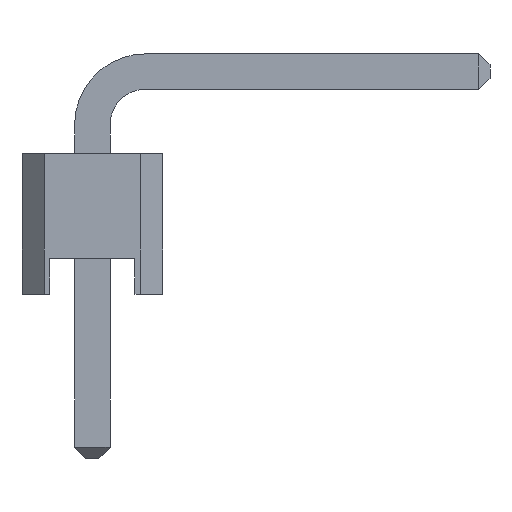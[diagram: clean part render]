
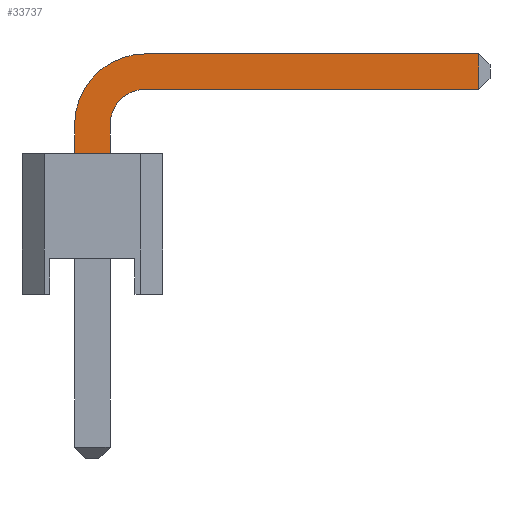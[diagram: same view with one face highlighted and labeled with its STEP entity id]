
A CAD part, front view. The second image highlights one B-rep face of the part: STEP entity #33737.
In plain terms, the highlighted planar face has unit normal (0, -1, 0).
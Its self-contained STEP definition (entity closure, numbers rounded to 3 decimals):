
#32642 = PLANE('',#32643);
#32643 = AXIS2_PLACEMENT_3D('',#32644,#32645,#32646);
#32644 = CARTESIAN_POINT('',(-1.27,1.27,5.5));
#32645 = DIRECTION('',(0.,0.,1.));
#32646 = DIRECTION('',(1.,0.,0.));
#33403 = EDGE_CURVE('',#33404,#33406,#33408,.T.);
#33404 = VERTEX_POINT('',#33405);
#33405 = CARTESIAN_POINT('',(0.32,-0.32,5.5));
#33406 = VERTEX_POINT('',#33407);
#33407 = CARTESIAN_POINT('',(-0.32,-0.32,5.5));
#33408 = SURFACE_CURVE('',#33409,(#33413,#33419),.PCURVE_S1.);
#33409 = LINE('',#33410,#33411);
#33410 = CARTESIAN_POINT('',(-0.795,-0.32,5.5));
#33411 = VECTOR('',#33412,1.);
#33412 = DIRECTION('',(-1.,0.,0.));
#33413 = PCURVE('',#32642,#33414);
#33414 = DEFINITIONAL_REPRESENTATION('',(#33415),#33418);
#33415 = B_SPLINE_CURVE_WITH_KNOTS('',1,(#33416,#33417),.UNSPECIFIED.,
  .F.,.F.,(2,2),(-1.179,-0.411),.PIECEWISE_BEZIER_KNOTS.);
#33416 = CARTESIAN_POINT('',(1.654,-1.59));
#33417 = CARTESIAN_POINT('',(0.886,-1.59));
#33418 = ( GEOMETRIC_REPRESENTATION_CONTEXT(2) 
PARAMETRIC_REPRESENTATION_CONTEXT() REPRESENTATION_CONTEXT('2D SPACE',''
  ) );
#33419 = PCURVE('',#33420,#33425);
#33420 = PLANE('',#33421);
#33421 = AXIS2_PLACEMENT_3D('',#33422,#33423,#33424);
#33422 = CARTESIAN_POINT('',(1.887,-0.32,5.194));
#33423 = DIRECTION('',(0.,1.,0.));
#33424 = DIRECTION('',(0.,0.,1.));
#33425 = DEFINITIONAL_REPRESENTATION('',(#33426),#33430);
#33426 = LINE('',#33427,#33428);
#33427 = CARTESIAN_POINT('',(0.307,-2.682));
#33428 = VECTOR('',#33429,1.);
#33429 = DIRECTION('',(0.,-1.));
#33430 = ( GEOMETRIC_REPRESENTATION_CONTEXT(2) 
PARAMETRIC_REPRESENTATION_CONTEXT() REPRESENTATION_CONTEXT('2D SPACE',''
  ) );
#33447 = PLANE('',#33448);
#33448 = AXIS2_PLACEMENT_3D('',#33449,#33450,#33451);
#33449 = CARTESIAN_POINT('',(-0.32,0.32,0.));
#33450 = DIRECTION('',(-1.,0.,0.));
#33451 = DIRECTION('',(0.,0.,1.));
#33499 = PLANE('',#33500);
#33500 = AXIS2_PLACEMENT_3D('',#33501,#33502,#33503);
#33501 = CARTESIAN_POINT('',(0.32,0.32,6.66));
#33502 = DIRECTION('',(1.,0.,0.));
#33503 = DIRECTION('',(0.,0.,-1.));
#33737 = ADVANCED_FACE('',(#33738),#33420,.F.);
#33738 = FACE_BOUND('',#33739,.F.);
#33739 = EDGE_LOOP('',(#33740,#33741,#33764,#33793,#33821,#33849,#33877,
    #33906));
#33740 = ORIENTED_EDGE('',*,*,#33403,.T.);
#33741 = ORIENTED_EDGE('',*,*,#33742,.T.);
#33742 = EDGE_CURVE('',#33406,#33743,#33745,.T.);
#33743 = VERTEX_POINT('',#33744);
#33744 = CARTESIAN_POINT('',(-0.32,-0.32,6.02));
#33745 = SURFACE_CURVE('',#33746,(#33750,#33757),.PCURVE_S1.);
#33746 = LINE('',#33747,#33748);
#33747 = CARTESIAN_POINT('',(-0.32,-0.32,0.));
#33748 = VECTOR('',#33749,1.);
#33749 = DIRECTION('',(0.,0.,1.));
#33750 = PCURVE('',#33420,#33751);
#33751 = DEFINITIONAL_REPRESENTATION('',(#33752),#33756);
#33752 = LINE('',#33753,#33754);
#33753 = CARTESIAN_POINT('',(-5.194,-2.207));
#33754 = VECTOR('',#33755,1.);
#33755 = DIRECTION('',(1.,-0.));
#33756 = ( GEOMETRIC_REPRESENTATION_CONTEXT(2) 
PARAMETRIC_REPRESENTATION_CONTEXT() REPRESENTATION_CONTEXT('2D SPACE',''
  ) );
#33757 = PCURVE('',#33447,#33758);
#33758 = DEFINITIONAL_REPRESENTATION('',(#33759),#33763);
#33759 = LINE('',#33760,#33761);
#33760 = CARTESIAN_POINT('',(0.,-0.64));
#33761 = VECTOR('',#33762,1.);
#33762 = DIRECTION('',(1.,0.));
#33763 = ( GEOMETRIC_REPRESENTATION_CONTEXT(2) 
PARAMETRIC_REPRESENTATION_CONTEXT() REPRESENTATION_CONTEXT('2D SPACE',''
  ) );
#33764 = ORIENTED_EDGE('',*,*,#33765,.T.);
#33765 = EDGE_CURVE('',#33743,#33766,#33768,.T.);
#33766 = VERTEX_POINT('',#33767);
#33767 = CARTESIAN_POINT('',(0.96,-0.32,7.3));
#33768 = SURFACE_CURVE('',#33769,(#33774,#33781),.PCURVE_S1.);
#33769 = CIRCLE('',#33770,1.28);
#33770 = AXIS2_PLACEMENT_3D('',#33771,#33772,#33773);
#33771 = CARTESIAN_POINT('',(0.96,-0.32,6.02));
#33772 = DIRECTION('',(0.,1.,0.));
#33773 = DIRECTION('',(0.,0.,-1.));
#33774 = PCURVE('',#33420,#33775);
#33775 = DEFINITIONAL_REPRESENTATION('',(#33776),#33780);
#33776 = CIRCLE('',#33777,1.28);
#33777 = AXIS2_PLACEMENT_2D('',#33778,#33779);
#33778 = CARTESIAN_POINT('',(0.827,-0.927));
#33779 = DIRECTION('',(-1.,0.));
#33780 = ( GEOMETRIC_REPRESENTATION_CONTEXT(2) 
PARAMETRIC_REPRESENTATION_CONTEXT() REPRESENTATION_CONTEXT('2D SPACE',''
  ) );
#33781 = PCURVE('',#33782,#33787);
#33782 = CYLINDRICAL_SURFACE('',#33783,1.28);
#33783 = AXIS2_PLACEMENT_3D('',#33784,#33785,#33786);
#33784 = CARTESIAN_POINT('',(0.96,0.32,6.02));
#33785 = DIRECTION('',(0.,-1.,0.));
#33786 = DIRECTION('',(-1.,0.,0.));
#33787 = DEFINITIONAL_REPRESENTATION('',(#33788),#33792);
#33788 = LINE('',#33789,#33790);
#33789 = CARTESIAN_POINT('',(1.571,0.64));
#33790 = VECTOR('',#33791,1.);
#33791 = DIRECTION('',(-1.,0.));
#33792 = ( GEOMETRIC_REPRESENTATION_CONTEXT(2) 
PARAMETRIC_REPRESENTATION_CONTEXT() REPRESENTATION_CONTEXT('2D SPACE',''
  ) );
#33793 = ORIENTED_EDGE('',*,*,#33794,.T.);
#33794 = EDGE_CURVE('',#33766,#33795,#33797,.T.);
#33795 = VERTEX_POINT('',#33796);
#33796 = CARTESIAN_POINT('',(6.98,-0.32,7.3));
#33797 = SURFACE_CURVE('',#33798,(#33802,#33809),.PCURVE_S1.);
#33798 = LINE('',#33799,#33800);
#33799 = CARTESIAN_POINT('',(-0.32,-0.32,7.3));
#33800 = VECTOR('',#33801,1.);
#33801 = DIRECTION('',(1.,0.,0.));
#33802 = PCURVE('',#33420,#33803);
#33803 = DEFINITIONAL_REPRESENTATION('',(#33804),#33808);
#33804 = LINE('',#33805,#33806);
#33805 = CARTESIAN_POINT('',(2.107,-2.207));
#33806 = VECTOR('',#33807,1.);
#33807 = DIRECTION('',(0.,1.));
#33808 = ( GEOMETRIC_REPRESENTATION_CONTEXT(2) 
PARAMETRIC_REPRESENTATION_CONTEXT() REPRESENTATION_CONTEXT('2D SPACE',''
  ) );
#33809 = PCURVE('',#33810,#33815);
#33810 = PLANE('',#33811);
#33811 = AXIS2_PLACEMENT_3D('',#33812,#33813,#33814);
#33812 = CARTESIAN_POINT('',(-0.32,0.32,7.3));
#33813 = DIRECTION('',(0.,0.,1.));
#33814 = DIRECTION('',(1.,0.,0.));
#33815 = DEFINITIONAL_REPRESENTATION('',(#33816),#33820);
#33816 = LINE('',#33817,#33818);
#33817 = CARTESIAN_POINT('',(0.,-0.64));
#33818 = VECTOR('',#33819,1.);
#33819 = DIRECTION('',(1.,0.));
#33820 = ( GEOMETRIC_REPRESENTATION_CONTEXT(2) 
PARAMETRIC_REPRESENTATION_CONTEXT() REPRESENTATION_CONTEXT('2D SPACE',''
  ) );
#33821 = ORIENTED_EDGE('',*,*,#33822,.T.);
#33822 = EDGE_CURVE('',#33795,#33823,#33825,.T.);
#33823 = VERTEX_POINT('',#33824);
#33824 = CARTESIAN_POINT('',(6.98,-0.32,6.66));
#33825 = SURFACE_CURVE('',#33826,(#33830,#33837),.PCURVE_S1.);
#33826 = LINE('',#33827,#33828);
#33827 = CARTESIAN_POINT('',(6.98,-0.32,7.1));
#33828 = VECTOR('',#33829,1.);
#33829 = DIRECTION('',(0.,0.,-1.));
#33830 = PCURVE('',#33420,#33831);
#33831 = DEFINITIONAL_REPRESENTATION('',(#33832),#33836);
#33832 = LINE('',#33833,#33834);
#33833 = CARTESIAN_POINT('',(1.907,5.094));
#33834 = VECTOR('',#33835,1.);
#33835 = DIRECTION('',(-1.,0.));
#33836 = ( GEOMETRIC_REPRESENTATION_CONTEXT(2) 
PARAMETRIC_REPRESENTATION_CONTEXT() REPRESENTATION_CONTEXT('2D SPACE',''
  ) );
#33837 = PCURVE('',#33838,#33843);
#33838 = PLANE('',#33839);
#33839 = AXIS2_PLACEMENT_3D('',#33840,#33841,#33842);
#33840 = CARTESIAN_POINT('',(7.08,-0.22,7.1));
#33841 = DIRECTION('',(-0.707,0.707,0.));
#33842 = DIRECTION('',(0.,0.,-1.));
#33843 = DEFINITIONAL_REPRESENTATION('',(#33844),#33848);
#33844 = LINE('',#33845,#33846);
#33845 = CARTESIAN_POINT('',(0.,0.141));
#33846 = VECTOR('',#33847,1.);
#33847 = DIRECTION('',(1.,0.));
#33848 = ( GEOMETRIC_REPRESENTATION_CONTEXT(2) 
PARAMETRIC_REPRESENTATION_CONTEXT() REPRESENTATION_CONTEXT('2D SPACE',''
  ) );
#33849 = ORIENTED_EDGE('',*,*,#33850,.T.);
#33850 = EDGE_CURVE('',#33823,#33851,#33853,.T.);
#33851 = VERTEX_POINT('',#33852);
#33852 = CARTESIAN_POINT('',(0.96,-0.32,6.66));
#33853 = SURFACE_CURVE('',#33854,(#33858,#33865),.PCURVE_S1.);
#33854 = LINE('',#33855,#33856);
#33855 = CARTESIAN_POINT('',(7.18,-0.32,6.66));
#33856 = VECTOR('',#33857,1.);
#33857 = DIRECTION('',(-1.,0.,0.));
#33858 = PCURVE('',#33420,#33859);
#33859 = DEFINITIONAL_REPRESENTATION('',(#33860),#33864);
#33860 = LINE('',#33861,#33862);
#33861 = CARTESIAN_POINT('',(1.467,5.294));
#33862 = VECTOR('',#33863,1.);
#33863 = DIRECTION('',(0.,-1.));
#33864 = ( GEOMETRIC_REPRESENTATION_CONTEXT(2) 
PARAMETRIC_REPRESENTATION_CONTEXT() REPRESENTATION_CONTEXT('2D SPACE',''
  ) );
#33865 = PCURVE('',#33866,#33871);
#33866 = PLANE('',#33867);
#33867 = AXIS2_PLACEMENT_3D('',#33868,#33869,#33870);
#33868 = CARTESIAN_POINT('',(7.18,0.32,6.66));
#33869 = DIRECTION('',(-0.,0.,-1.));
#33870 = DIRECTION('',(-1.,0.,0.));
#33871 = DEFINITIONAL_REPRESENTATION('',(#33872),#33876);
#33872 = LINE('',#33873,#33874);
#33873 = CARTESIAN_POINT('',(0.,-0.64));
#33874 = VECTOR('',#33875,1.);
#33875 = DIRECTION('',(1.,0.));
#33876 = ( GEOMETRIC_REPRESENTATION_CONTEXT(2) 
PARAMETRIC_REPRESENTATION_CONTEXT() REPRESENTATION_CONTEXT('2D SPACE',''
  ) );
#33877 = ORIENTED_EDGE('',*,*,#33878,.F.);
#33878 = EDGE_CURVE('',#33879,#33851,#33881,.T.);
#33879 = VERTEX_POINT('',#33880);
#33880 = CARTESIAN_POINT('',(0.32,-0.32,6.02));
#33881 = SURFACE_CURVE('',#33882,(#33887,#33894),.PCURVE_S1.);
#33882 = CIRCLE('',#33883,0.64);
#33883 = AXIS2_PLACEMENT_3D('',#33884,#33885,#33886);
#33884 = CARTESIAN_POINT('',(0.96,-0.32,6.02));
#33885 = DIRECTION('',(0.,1.,0.));
#33886 = DIRECTION('',(0.,0.,-1.));
#33887 = PCURVE('',#33420,#33888);
#33888 = DEFINITIONAL_REPRESENTATION('',(#33889),#33893);
#33889 = CIRCLE('',#33890,0.64);
#33890 = AXIS2_PLACEMENT_2D('',#33891,#33892);
#33891 = CARTESIAN_POINT('',(0.827,-0.927));
#33892 = DIRECTION('',(-1.,0.));
#33893 = ( GEOMETRIC_REPRESENTATION_CONTEXT(2) 
PARAMETRIC_REPRESENTATION_CONTEXT() REPRESENTATION_CONTEXT('2D SPACE',''
  ) );
#33894 = PCURVE('',#33895,#33900);
#33895 = CYLINDRICAL_SURFACE('',#33896,0.64);
#33896 = AXIS2_PLACEMENT_3D('',#33897,#33898,#33899);
#33897 = CARTESIAN_POINT('',(0.96,0.32,6.02));
#33898 = DIRECTION('',(0.,-1.,0.));
#33899 = DIRECTION('',(-1.,0.,0.));
#33900 = DEFINITIONAL_REPRESENTATION('',(#33901),#33905);
#33901 = LINE('',#33902,#33903);
#33902 = CARTESIAN_POINT('',(1.571,0.64));
#33903 = VECTOR('',#33904,1.);
#33904 = DIRECTION('',(-1.,0.));
#33905 = ( GEOMETRIC_REPRESENTATION_CONTEXT(2) 
PARAMETRIC_REPRESENTATION_CONTEXT() REPRESENTATION_CONTEXT('2D SPACE',''
  ) );
#33906 = ORIENTED_EDGE('',*,*,#33907,.T.);
#33907 = EDGE_CURVE('',#33879,#33404,#33908,.T.);
#33908 = SURFACE_CURVE('',#33909,(#33913,#33920),.PCURVE_S1.);
#33909 = LINE('',#33910,#33911);
#33910 = CARTESIAN_POINT('',(0.32,-0.32,6.66));
#33911 = VECTOR('',#33912,1.);
#33912 = DIRECTION('',(0.,0.,-1.));
#33913 = PCURVE('',#33420,#33914);
#33914 = DEFINITIONAL_REPRESENTATION('',(#33915),#33919);
#33915 = LINE('',#33916,#33917);
#33916 = CARTESIAN_POINT('',(1.467,-1.567));
#33917 = VECTOR('',#33918,1.);
#33918 = DIRECTION('',(-1.,0.));
#33919 = ( GEOMETRIC_REPRESENTATION_CONTEXT(2) 
PARAMETRIC_REPRESENTATION_CONTEXT() REPRESENTATION_CONTEXT('2D SPACE',''
  ) );
#33920 = PCURVE('',#33499,#33921);
#33921 = DEFINITIONAL_REPRESENTATION('',(#33922),#33926);
#33922 = LINE('',#33923,#33924);
#33923 = CARTESIAN_POINT('',(0.,-0.64));
#33924 = VECTOR('',#33925,1.);
#33925 = DIRECTION('',(1.,0.));
#33926 = ( GEOMETRIC_REPRESENTATION_CONTEXT(2) 
PARAMETRIC_REPRESENTATION_CONTEXT() REPRESENTATION_CONTEXT('2D SPACE',''
  ) );
